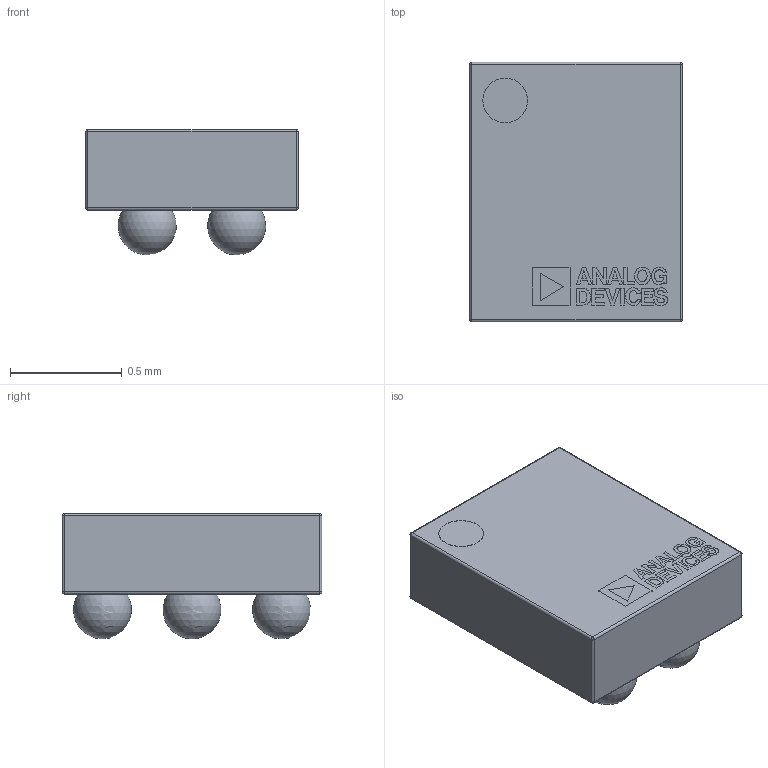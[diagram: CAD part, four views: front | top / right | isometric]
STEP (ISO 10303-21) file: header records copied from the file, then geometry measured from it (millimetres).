
FILE_DESCRIPTION(/* description */ (''),/* implementation_level */ '2;1');
FILE_NAME(/* name */ 'WLCSP6.stp',/* time_stamp */ '2021-04-22T23:11:43+02:00',/* author */ ('pc'),/* organization */ (''),/* preprocessor_version */ 'ST-DEVELOPER v17',/* originating_system */ 'Autodesk Inventor 2019',/* authorisation */ '');
FILE_SCHEMA (('AUTOMOTIVE_DESIGN { 1 0 10303 214 3 1 1 }'));
Length unit declared in the file: millimetre
Products named in the file (5): WLP_9; BGA_body; circle; Analog Devices; balls
Assembly tree (4 placements, depth 2):
  WLP_9
    BGA_body
    circle
    Analog Devices
    balls
Bounding box: 0.95 x 1.16 x 0.56 mm (x, y, z)
Volume: 0.5 mm3; surface area: 5.4 mm2
Topology: 35 solids, 35 shells, 356 faces, 870 edges, 572 vertices
Faces by surface type: plane 259, bspline 70, sphere 14, cylinder 13
Full cylindrical faces by diameter (mm): 0.2 x1
Entity records: 10838 total; most frequent: CARTESIAN_POINT 2737, ORIENTED_EDGE 1716, DIRECTION 1340, EDGE_CURVE 858, LINE 686, VECTOR 686, VERTEX_POINT 572, EDGE_LOOP 374
